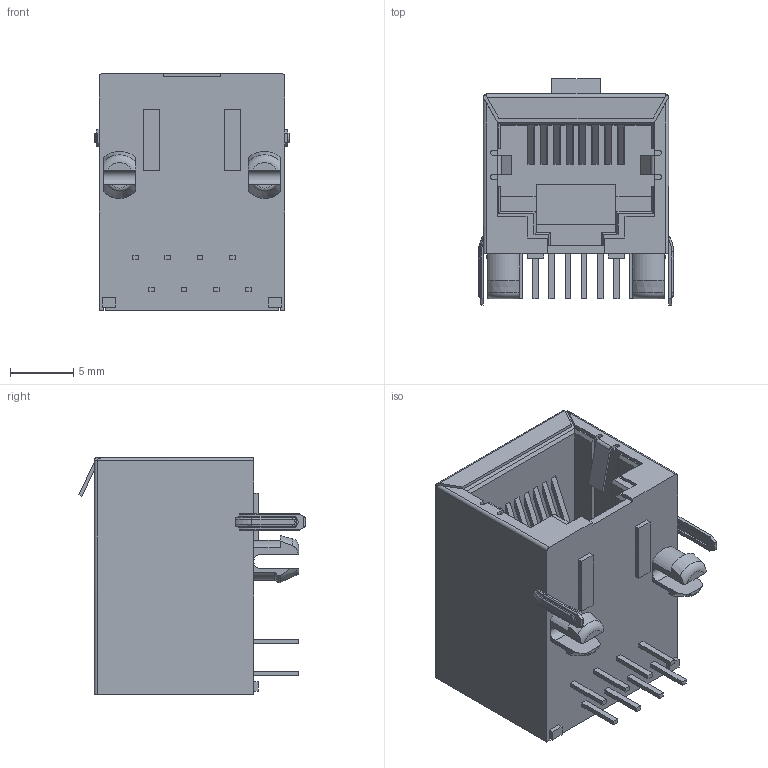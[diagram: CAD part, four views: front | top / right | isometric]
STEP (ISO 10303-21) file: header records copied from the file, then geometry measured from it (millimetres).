
FILE_DESCRIPTION(/* description */ (''),/* implementation_level */ '2;1');
FILE_NAME(/* name */ 'ACC-M-FRJAE-418-REVT1.step',/* time_stamp */ '2019-06-12T23:37:44+05:00',/* author */ (''),/* organization */ (''),/* preprocessor_version */ 'ST-DEVELOPER v18',/* originating_system */ 'Autodesk Translation Framework v8.2.0.1029',/* authorisation */ '');
FILE_SCHEMA (('AUTOMOTIVE_DESIGN { 1 0 10303 214 3 1 1 }'));
Length unit declared in the file: millimetre
Products named in the file (1): (Unsaved)
Bounding box: 15.39 x 17.83 x 18.67 mm (x, y, z)
Volume: 2131.9 mm3; surface area: 2641 mm2
Topology: 1 solids, 1 shells, 342 faces, 947 edges, 612 vertices
Faces by surface type: plane 268, cylinder 42, torus 24, cone 6, sphere 2
Entity records: 11219 total; most frequent: CARTESIAN_POINT 2251, ORIENTED_EDGE 1894, DIRECTION 1714, EDGE_CURVE 947, LINE 770, VECTOR 770, VERTEX_POINT 612, AXIS2_PLACEMENT_3D 472
